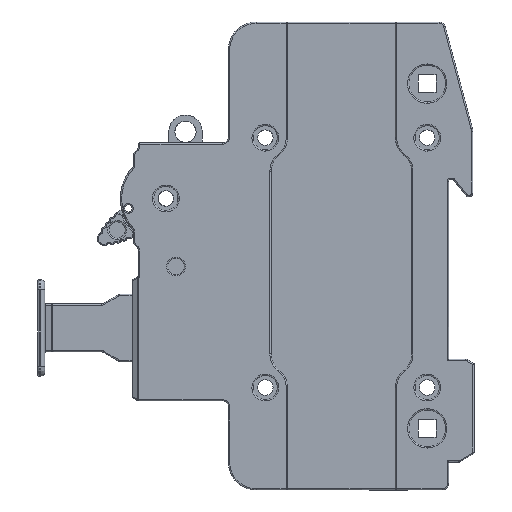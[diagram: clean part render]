
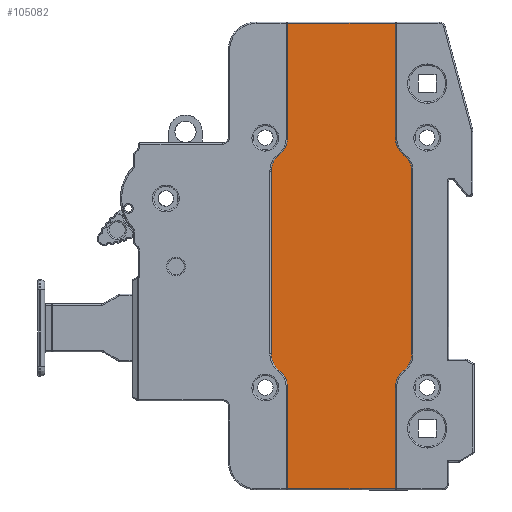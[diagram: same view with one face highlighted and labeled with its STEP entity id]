
A CAD part, left-side view. The second image highlights one B-rep face of the part: STEP entity #105082.
In plain terms, the highlighted planar face has unit normal (-1, 0, 0).
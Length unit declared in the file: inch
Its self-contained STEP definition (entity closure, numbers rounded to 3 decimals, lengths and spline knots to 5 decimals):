
#980 = VECTOR ( 'NONE', #16048, 39.37008 ) ;
#1486 = CARTESIAN_POINT ( 'NONE',  ( 0.32907, 1.89033, 0.89003 ) ) ;
#1689 = ORIENTED_EDGE ( 'NONE', *, *, #20021, .T. ) ;
#1862 = ORIENTED_EDGE ( 'NONE', *, *, #47959, .T. ) ;
#1961 = AXIS2_PLACEMENT_3D ( 'NONE', #71339, #109076, #52699 ) ;
#3894 = DIRECTION ( 'NONE',  ( 0., -1., 0. ) ) ;
#4080 = AXIS2_PLACEMENT_3D ( 'NONE', #84950, #76778, #39056 ) ;
#4148 = VERTEX_POINT ( 'NONE', #7568 ) ;
#4866 = CARTESIAN_POINT ( 'NONE',  ( 0.32907, 0.98242, 3.5017 ) ) ;
#5105 = CARTESIAN_POINT ( 'NONE',  ( 0.32907, 2.35038, 0.89003 ) ) ;
#5775 = CIRCLE ( 'NONE', #26887, 0.17265 ) ;
#6835 = CIRCLE ( 'NONE', #38944, 0.17265 ) ;
#7425 = DIRECTION ( 'NONE',  ( 1., 0., 0. ) ) ;
#7568 = CARTESIAN_POINT ( 'NONE',  ( 0.32907, 0.98242, 1.82503 ) ) ;
#8482 = DIRECTION ( 'NONE',  ( 0., -1., 0. ) ) ;
#10602 = LINE ( 'NONE', #110169, #116593 ) ;
#10750 = VERTEX_POINT ( 'NONE', #16961 ) ;
#11137 = ORIENTED_EDGE ( 'NONE', *, *, #46833, .T. ) ;
#12590 = EDGE_LOOP ( 'NONE', ( #120262, #31744, #11137, #55664, #18185, #1862, #1689, #30594, #92057, #102964, #38441, #88341, #85160, #119014, #93760, #97084 ) ) ;
#12639 = CARTESIAN_POINT ( 'NONE',  ( 0.32907, 1.89033, 0.89988 ) ) ;
#13101 = DIRECTION ( 'NONE',  ( 1., 0., 0. ) ) ;
#14508 = VECTOR ( 'NONE', #82517, 39.37008 ) ;
#15470 = CIRCLE ( 'NONE', #1961, 0.17265 ) ;
#16048 = DIRECTION ( 'NONE',  ( 0., 0., 1. ) ) ;
#16927 = VERTEX_POINT ( 'NONE', #43191 ) ;
#16961 = CARTESIAN_POINT ( 'NONE',  ( 0.32907, 1.04844, 3.63748 ) ) ;
#17563 = VERTEX_POINT ( 'NONE', #44219 ) ;
#18185 = ORIENTED_EDGE ( 'NONE', *, *, #52942, .T. ) ;
#18241 = EDGE_CURVE ( 'NONE', #113793, #49825, #113926, .T. ) ;
#18479 = DIRECTION ( 'NONE',  ( 0., 0., -1. ) ) ;
#19250 = CARTESIAN_POINT ( 'NONE',  ( 0.32907, 1.08125, 1.95086 ) ) ;
#19454 = EDGE_CURVE ( 'NONE', #95820, #28306, #19772, .T. ) ;
#19501 = VECTOR ( 'NONE', #66825, 39.37008 ) ;
#19772 = LINE ( 'NONE', #1486, #57470 ) ;
#20021 = EDGE_CURVE ( 'NONE', #52826, #87530, #65875, .T. ) ;
#21345 = PLANE ( 'NONE',  #48991 ) ;
#23164 = CIRCLE ( 'NONE', #4080, 0.16 ) ;
#26887 = AXIS2_PLACEMENT_3D ( 'NONE', #72757, #7425, #110063 ) ;
#28260 = VERTEX_POINT ( 'NONE', #58494 ) ;
#28306 = VERTEX_POINT ( 'NONE', #12639 ) ;
#30594 = ORIENTED_EDGE ( 'NONE', *, *, #71969, .T. ) ;
#31003 = CARTESIAN_POINT ( 'NONE',  ( 0.32907, 1.85752, 3.37586 ) ) ;
#31380 = CARTESIAN_POINT ( 'NONE',  ( 0.32907, 0.92125, 1.95086 ) ) ;
#31744 = ORIENTED_EDGE ( 'NONE', *, *, #84054, .T. ) ;
#34655 = AXIS2_PLACEMENT_3D ( 'NONE', #19250, #111762, #37446 ) ;
#34767 = EDGE_CURVE ( 'NONE', #17563, #28260, #77368, .T. ) ;
#35652 = CARTESIAN_POINT ( 'NONE',  ( 0.32907, 2.35038, 0.89988 ) ) ;
#37360 = DIRECTION ( 'NONE',  ( 0., 0., -1. ) ) ;
#37446 = DIRECTION ( 'NONE',  ( 0., 0., -1. ) ) ;
#38441 = ORIENTED_EDGE ( 'NONE', *, *, #111918, .T. ) ;
#38944 = AXIS2_PLACEMENT_3D ( 'NONE', #48846, #13101, #58143 ) ;
#39056 = DIRECTION ( 'NONE',  ( 0., 0., -1. ) ) ;
#39173 = LINE ( 'NONE', #56542, #14508 ) ;
#41526 = LINE ( 'NONE', #108597, #980 ) ;
#42591 = VECTOR ( 'NONE', #8482, 39.37008 ) ;
#43155 = VECTOR ( 'NONE', #85974, 39.37008 ) ;
#43191 = CARTESIAN_POINT ( 'NONE',  ( 0.32907, 1.89033, 3.63748 ) ) ;
#44050 = AXIS2_PLACEMENT_3D ( 'NONE', #31003, #105655, #114167 ) ;
#44219 = CARTESIAN_POINT ( 'NONE',  ( 0.32907, 1.95634, 3.5017 ) ) ;
#44929 = CARTESIAN_POINT ( 'NONE',  ( 0.32907, 0.92125, 0.89003 ) ) ;
#44974 = VERTEX_POINT ( 'NONE', #109478 ) ;
#46833 = EDGE_CURVE ( 'NONE', #44974, #113527, #39173, .T. ) ;
#46903 = EDGE_CURVE ( 'NONE', #69353, #64339, #23164, .T. ) ;
#47743 = EDGE_CURVE ( 'NONE', #64339, #95820, #15470, .T. ) ;
#47959 = EDGE_CURVE ( 'NONE', #102755, #52826, #77852, .T. ) ;
#48846 = CARTESIAN_POINT ( 'NONE',  ( 0.32907, 2.06298, 3.63748 ) ) ;
#48991 = AXIS2_PLACEMENT_3D ( 'NONE', #5105, #96828, #3894 ) ;
#49825 = VERTEX_POINT ( 'NONE', #68433 ) ;
#52699 = DIRECTION ( 'NONE',  ( 0., 0., -1. ) ) ;
#52826 = VERTEX_POINT ( 'NONE', #61493 ) ;
#52942 = EDGE_CURVE ( 'NONE', #4148, #102755, #72165, .T. ) ;
#55664 = ORIENTED_EDGE ( 'NONE', *, *, #89320, .T. ) ;
#56466 = DIRECTION ( 'NONE',  ( -1., 0., 0. ) ) ;
#56542 = CARTESIAN_POINT ( 'NONE',  ( 0.32907, 1.04844, 0.89003 ) ) ;
#56800 = CARTESIAN_POINT ( 'NONE',  ( 0.32907, 1.89033, 0.89003 ) ) ;
#57470 = VECTOR ( 'NONE', #18479, 39.37008 ) ;
#58143 = DIRECTION ( 'NONE',  ( 0., 0., -1. ) ) ;
#58411 = CARTESIAN_POINT ( 'NONE',  ( 0.32907, 1.04844, 1.68925 ) ) ;
#58494 = CARTESIAN_POINT ( 'NONE',  ( 0.32907, 2.01752, 3.3763 ) ) ;
#59823 = EDGE_CURVE ( 'NONE', #28260, #69353, #10602, .T. ) ;
#61493 = CARTESIAN_POINT ( 'NONE',  ( 0.32907, 0.92125, 3.37586 ) ) ;
#64339 = VERTEX_POINT ( 'NONE', #65163 ) ;
#65163 = CARTESIAN_POINT ( 'NONE',  ( 0.32907, 1.95634, 1.82503 ) ) ;
#65818 = CARTESIAN_POINT ( 'NONE',  ( 0.32907, 1.08125, 3.37586 ) ) ;
#65875 = CIRCLE ( 'NONE', #101301, 0.16 ) ;
#66028 = CARTESIAN_POINT ( 'NONE',  ( 0.32907, 2.35038, 4.5298 ) ) ;
#66825 = DIRECTION ( 'NONE',  ( 0., 1., 0. ) ) ;
#67844 = LINE ( 'NONE', #56800, #43155 ) ;
#68433 = CARTESIAN_POINT ( 'NONE',  ( 0.32907, 1.89033, 4.5298 ) ) ;
#69353 = VERTEX_POINT ( 'NONE', #73415 ) ;
#71339 = CARTESIAN_POINT ( 'NONE',  ( 0.32907, 2.06298, 1.68925 ) ) ;
#71969 = EDGE_CURVE ( 'NONE', #87530, #10750, #111896, .T. ) ;
#72165 = CIRCLE ( 'NONE', #34655, 0.16 ) ;
#72757 = CARTESIAN_POINT ( 'NONE',  ( 0.32907, 0.87578, 1.68925 ) ) ;
#73225 = CARTESIAN_POINT ( 'NONE',  ( 0.32907, 1.89033, 1.68925 ) ) ;
#73415 = CARTESIAN_POINT ( 'NONE',  ( 0.32907, 2.01752, 1.95086 ) ) ;
#73725 = CARTESIAN_POINT ( 'NONE',  ( 0.32907, 0.87578, 3.63748 ) ) ;
#76778 = DIRECTION ( 'NONE',  ( -1., 0., 0. ) ) ;
#77368 = CIRCLE ( 'NONE', #44050, 0.16 ) ;
#77852 = LINE ( 'NONE', #44929, #112736 ) ;
#82517 = DIRECTION ( 'NONE',  ( 0., 0., 1. ) ) ;
#84054 = EDGE_CURVE ( 'NONE', #28306, #44974, #107940, .T. ) ;
#84950 = CARTESIAN_POINT ( 'NONE',  ( 0.32907, 1.85752, 1.95086 ) ) ;
#85160 = ORIENTED_EDGE ( 'NONE', *, *, #34767, .T. ) ;
#85974 = DIRECTION ( 'NONE',  ( 0., 0., -1. ) ) ;
#86677 = EDGE_CURVE ( 'NONE', #16927, #17563, #6835, .T. ) ;
#87530 = VERTEX_POINT ( 'NONE', #4866 ) ;
#88341 = ORIENTED_EDGE ( 'NONE', *, *, #86677, .T. ) ;
#89320 = EDGE_CURVE ( 'NONE', #113527, #4148, #5775, .T. ) ;
#90503 = EDGE_CURVE ( 'NONE', #10750, #113793, #41526, .T. ) ;
#91198 = DIRECTION ( 'NONE',  ( 0., 0., -1. ) ) ;
#92057 = ORIENTED_EDGE ( 'NONE', *, *, #90503, .T. ) ;
#93760 = ORIENTED_EDGE ( 'NONE', *, *, #46903, .T. ) ;
#95820 = VERTEX_POINT ( 'NONE', #73225 ) ;
#96154 = FACE_OUTER_BOUND ( 'NONE', #12590, .T. ) ;
#96828 = DIRECTION ( 'NONE',  ( -1., 0., 0. ) ) ;
#97084 = ORIENTED_EDGE ( 'NONE', *, *, #47743, .T. ) ;
#97850 = AXIS2_PLACEMENT_3D ( 'NONE', #73725, #109830, #91198 ) ;
#101301 = AXIS2_PLACEMENT_3D ( 'NONE', #65818, #56466, #37360 ) ;
#102755 = VERTEX_POINT ( 'NONE', #31380 ) ;
#102964 = ORIENTED_EDGE ( 'NONE', *, *, #18241, .T. ) ;
#105082 = ADVANCED_FACE ( 'NONE', ( #96154 ), #21345, .T. ) ;
#105655 = DIRECTION ( 'NONE',  ( -1., 0., 0. ) ) ;
#107940 = LINE ( 'NONE', #35652, #42591 ) ;
#108597 = CARTESIAN_POINT ( 'NONE',  ( 0.32907, 1.04844, 0.89003 ) ) ;
#109076 = DIRECTION ( 'NONE',  ( 1., 0., 0. ) ) ;
#109478 = CARTESIAN_POINT ( 'NONE',  ( 0.32907, 1.04844, 0.89988 ) ) ;
#109830 = DIRECTION ( 'NONE',  ( 1., 0., 0. ) ) ;
#109862 = DIRECTION ( 'NONE',  ( 0., 0., 1. ) ) ;
#110063 = DIRECTION ( 'NONE',  ( 0., 0., -1. ) ) ;
#110169 = CARTESIAN_POINT ( 'NONE',  ( 0.32907, 2.01752, 3.3763 ) ) ;
#111762 = DIRECTION ( 'NONE',  ( -1., 0., 0. ) ) ;
#111896 = CIRCLE ( 'NONE', #97850, 0.17265 ) ;
#111918 = EDGE_CURVE ( 'NONE', #49825, #16927, #67844, .T. ) ;
#112736 = VECTOR ( 'NONE', #109862, 39.37008 ) ;
#113527 = VERTEX_POINT ( 'NONE', #58411 ) ;
#113793 = VERTEX_POINT ( 'NONE', #116876 ) ;
#113926 = LINE ( 'NONE', #66028, #19501 ) ;
#114167 = DIRECTION ( 'NONE',  ( 0., 0., -1. ) ) ;
#116593 = VECTOR ( 'NONE', #117964, 39.37008 ) ;
#116876 = CARTESIAN_POINT ( 'NONE',  ( 0.32907, 1.04844, 4.5298 ) ) ;
#117964 = DIRECTION ( 'NONE',  ( 0., 0., -1. ) ) ;
#119014 = ORIENTED_EDGE ( 'NONE', *, *, #59823, .T. ) ;
#120262 = ORIENTED_EDGE ( 'NONE', *, *, #19454, .T. ) ;
